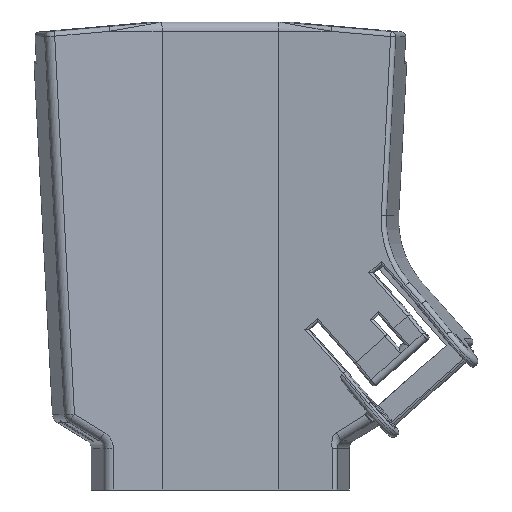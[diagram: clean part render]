
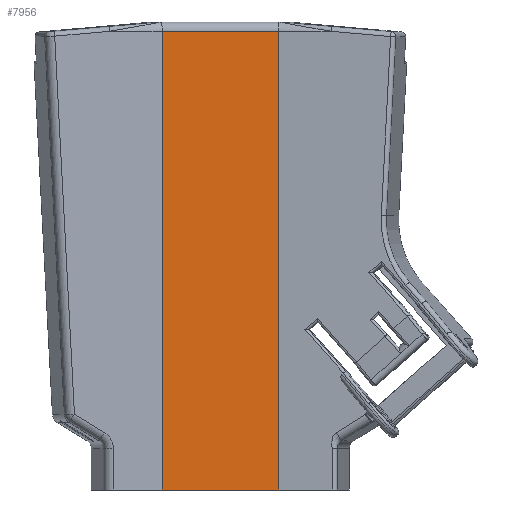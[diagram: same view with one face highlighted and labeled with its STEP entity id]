
A CAD part, front view. The second image highlights one B-rep face of the part: STEP entity #7956.
In plain terms, the highlighted planar face has unit normal (0, -1, 0).
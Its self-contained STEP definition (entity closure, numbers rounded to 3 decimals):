
#793=LINE('',#12777,#1381);
#821=LINE('',#12883,#1409);
#855=LINE('',#13012,#1443);
#1050=LINE('',#13710,#1638);
#1381=VECTOR('',#9510,1000.);
#1409=VECTOR('',#9556,1000.);
#1443=VECTOR('',#9660,1000.);
#1638=VECTOR('',#10033,1000.);
#2533=ORIENTED_EDGE('',*,*,#4458,.F.);
#2534=ORIENTED_EDGE('',*,*,#4496,.T.);
#2535=ORIENTED_EDGE('',*,*,#4821,.T.);
#2536=ORIENTED_EDGE('',*,*,#4555,.T.);
#4458=EDGE_CURVE('',#5632,#5633,#793,.T.);
#4496=EDGE_CURVE('',#5632,#5667,#821,.F.);
#4555=EDGE_CURVE('',#5713,#5633,#855,.T.);
#4821=EDGE_CURVE('',#5667,#5713,#1050,.T.);
#5632=VERTEX_POINT('',#12776);
#5633=VERTEX_POINT('',#12778);
#5667=VERTEX_POINT('',#12882);
#5713=VERTEX_POINT('',#13013);
#6573=EDGE_LOOP('',(#2533,#2534,#2535,#2536));
#7216=FACE_BOUND('',#6573,.T.);
#7783=PLANE('',#8589);
#7956=ADVANCED_FACE('',(#7216),#7783,.F.);
#8589=AXIS2_PLACEMENT_3D('',#13711,#10034,#10035);
#9510=DIRECTION('',(0.,0.,-1.));
#9556=DIRECTION('',(1.,0.,0.));
#9660=DIRECTION('',(1.,0.,0.));
#10033=DIRECTION('',(0.,0.,-1.));
#10034=DIRECTION('',(0.,1.,0.));
#10035=DIRECTION('',(-1.,0.,0.));
#12776=CARTESIAN_POINT('',(12.5,-12.5,98.4));
#12777=CARTESIAN_POINT('',(12.5,-12.5,95.));
#12778=CARTESIAN_POINT('',(12.5,-12.5,0.));
#12882=CARTESIAN_POINT('',(-12.5,-12.5,98.4));
#12883=CARTESIAN_POINT('',(-12.5,-12.5,98.4));
#13012=CARTESIAN_POINT('',(-12.5,-12.5,0.));
#13013=CARTESIAN_POINT('',(-12.5,-12.5,0.));
#13710=CARTESIAN_POINT('',(-12.5,-12.5,95.));
#13711=CARTESIAN_POINT('',(-12.5,-12.5,95.));
